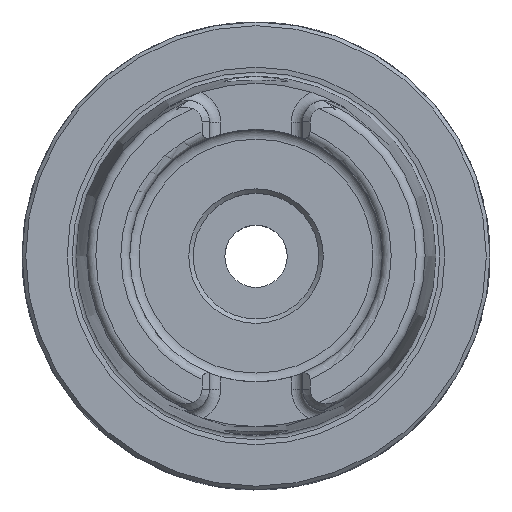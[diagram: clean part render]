
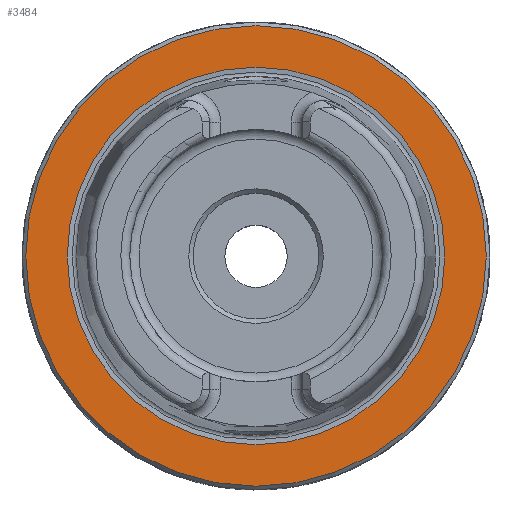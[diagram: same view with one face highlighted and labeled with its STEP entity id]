
A CAD part, top view. The second image highlights one B-rep face of the part: STEP entity #3484.
In plain terms, the highlighted planar face has unit normal (0, 0, 1).
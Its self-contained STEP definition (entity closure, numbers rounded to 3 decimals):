
#412=PLANE('',#3727);
#817=ORIENTED_EDGE('',*,*,#1320,.T.);
#818=ORIENTED_EDGE('',*,*,#1318,.F.);
#1318=EDGE_CURVE('',#1570,#1570,#1701,.T.);
#1320=EDGE_CURVE('',#1572,#1572,#1703,.T.);
#1570=VERTEX_POINT('',#5514);
#1572=VERTEX_POINT('',#5519);
#1701=CIRCLE('',#3725,25.418);
#1703=CIRCLE('',#3728,31.);
#1870=EDGE_LOOP('',(#817));
#1871=EDGE_LOOP('',(#818));
#2107=FACE_BOUND('',#1870,.T.);
#2108=FACE_BOUND('',#1871,.T.);
#3484=ADVANCED_FACE('',(#2107,#2108),#412,.T.);
#3725=AXIS2_PLACEMENT_3D('',#5513,#4274,#4275);
#3727=AXIS2_PLACEMENT_3D('',#5517,#4278,#4279);
#3728=AXIS2_PLACEMENT_3D('',#5518,#4280,#4281);
#4274=DIRECTION('',(0.,0.,1.));
#4275=DIRECTION('',(1.,0.,0.));
#4278=DIRECTION('',(0.,0.,1.));
#4279=DIRECTION('',(1.,0.,0.));
#4280=DIRECTION('',(0.,0.,1.));
#4281=DIRECTION('',(1.,0.,0.));
#5513=CARTESIAN_POINT('',(0.,0.,0.));
#5514=CARTESIAN_POINT('',(25.418,0.,0.));
#5517=CARTESIAN_POINT('',(31.,0.,0.));
#5518=CARTESIAN_POINT('',(0.,0.,0.));
#5519=CARTESIAN_POINT('',(31.,0.,0.));
